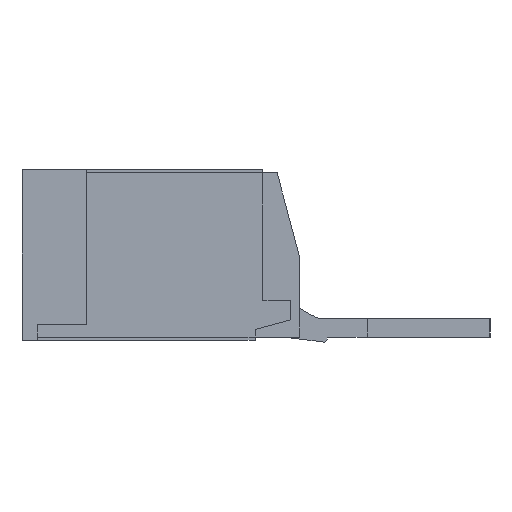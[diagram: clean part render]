
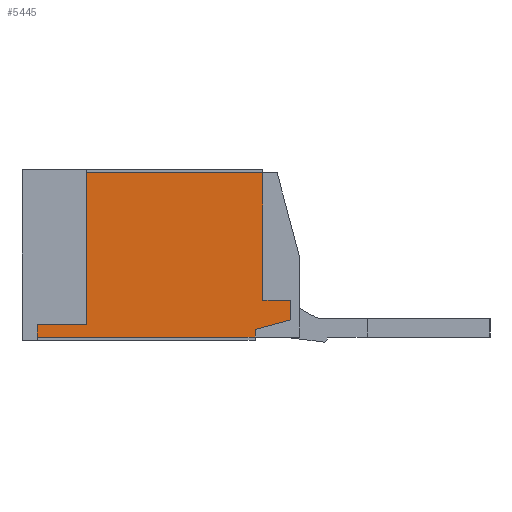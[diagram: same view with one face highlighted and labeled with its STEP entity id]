
A CAD part, left-side view. The second image highlights one B-rep face of the part: STEP entity #5445.
In plain terms, the highlighted planar face has unit normal (-1, 0, 0).
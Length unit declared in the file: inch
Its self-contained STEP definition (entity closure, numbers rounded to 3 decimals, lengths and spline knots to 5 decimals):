
#44 = ORIENTED_EDGE ( 'NONE', *, *, #2041, .T. ) ;
#127 = VERTEX_POINT ( 'NONE', #3566 ) ;
#424 = DIRECTION ( 'NONE',  ( 0., 1., 0. ) ) ;
#541 = CARTESIAN_POINT ( 'NONE',  ( 0., 0.7126, 0. ) ) ;
#558 = VECTOR ( 'NONE', #7035, 39.37008 ) ;
#686 = EDGE_CURVE ( 'NONE', #5740, #7280, #5692, .T. ) ;
#812 = VECTOR ( 'NONE', #5688, 39.37008 ) ;
#828 = ORIENTED_EDGE ( 'NONE', *, *, #1385, .T. ) ;
#945 = LINE ( 'NONE', #5415, #1281 ) ;
#1032 = VECTOR ( 'NONE', #6288, 39.37008 ) ;
#1176 = LINE ( 'NONE', #3471, #558 ) ;
#1281 = VECTOR ( 'NONE', #6657, 39.37008 ) ;
#1327 = VECTOR ( 'NONE', #5848, 39.37008 ) ;
#1385 = EDGE_CURVE ( 'NONE', #2474, #5471, #3717, .T. ) ;
#1487 = DIRECTION ( 'NONE',  ( 0., 0., -1. ) ) ;
#1498 = CARTESIAN_POINT ( 'NONE',  ( 0., 0.11472, 0.01969 ) ) ;
#1518 = CARTESIAN_POINT ( 'NONE',  ( 0., 0.54724, 0.42913 ) ) ;
#1825 = VECTOR ( 'NONE', #424, 39.37008 ) ;
#1924 = CARTESIAN_POINT ( 'NONE',  ( 0., 0.02362, 0.09449 ) ) ;
#1968 = ORIENTED_EDGE ( 'NONE', *, *, #6829, .T. ) ;
#1987 = ORIENTED_EDGE ( 'NONE', *, *, #6497, .T. ) ;
#2041 = EDGE_CURVE ( 'NONE', #3894, #6205, #4229, .T. ) ;
#2142 = CARTESIAN_POINT ( 'NONE',  ( 0., 0.02362, 0.04409 ) ) ;
#2273 = CARTESIAN_POINT ( 'NONE',  ( 0., 0.54724, 0.42126 ) ) ;
#2281 = CARTESIAN_POINT ( 'NONE',  ( 0., 0.7126, 0.09449 ) ) ;
#2474 = VERTEX_POINT ( 'NONE', #6530 ) ;
#2896 = EDGE_CURVE ( 'NONE', #6205, #5740, #6064, .T. ) ;
#2972 = ORIENTED_EDGE ( 'NONE', *, *, #686, .T. ) ;
#2985 = EDGE_CURVE ( 'NONE', #127, #6087, #5797, .T. ) ;
#3104 = ORIENTED_EDGE ( 'NONE', *, *, #2985, .T. ) ;
#3108 = AXIS2_PLACEMENT_3D ( 'NONE', #3890, #6843, #5584 ) ;
#3211 = EDGE_LOOP ( 'NONE', ( #3235, #1968, #828, #4673, #3104, #1987, #5040, #44, #4771, #2972 ) ) ;
#3235 = ORIENTED_EDGE ( 'NONE', *, *, #6356, .T. ) ;
#3305 = EDGE_CURVE ( 'NONE', #7143, #3894, #3982, .T. ) ;
#3471 = CARTESIAN_POINT ( 'NONE',  ( 0., 0.09449, 0.42913 ) ) ;
#3496 = EDGE_CURVE ( 'NONE', #5471, #127, #6015, .T. ) ;
#3566 = CARTESIAN_POINT ( 'NONE',  ( 0., 0.54724, 0.0315 ) ) ;
#3663 = CARTESIAN_POINT ( 'NONE',  ( 0., 0.09449, 0.09449 ) ) ;
#3717 = LINE ( 'NONE', #6058, #1825 ) ;
#3890 = CARTESIAN_POINT ( 'NONE',  ( 0., 0.7126, 0.42913 ) ) ;
#3894 = VERTEX_POINT ( 'NONE', #5179 ) ;
#3982 = LINE ( 'NONE', #541, #1032 ) ;
#4229 = LINE ( 'NONE', #6426, #1327 ) ;
#4314 = VECTOR ( 'NONE', #5535, 39.37008 ) ;
#4584 = DIRECTION ( 'NONE',  ( 0., 1., 0. ) ) ;
#4673 = ORIENTED_EDGE ( 'NONE', *, *, #3496, .T. ) ;
#4771 = ORIENTED_EDGE ( 'NONE', *, *, #2896, .T. ) ;
#5040 = ORIENTED_EDGE ( 'NONE', *, *, #3305, .T. ) ;
#5090 = CARTESIAN_POINT ( 'NONE',  ( 0., 0.02362, 0.09449 ) ) ;
#5179 = CARTESIAN_POINT ( 'NONE',  ( 0., 0.11472, 0. ) ) ;
#5356 = VERTEX_POINT ( 'NONE', #3663 ) ;
#5415 = CARTESIAN_POINT ( 'NONE',  ( 0., 0.67323, -0.00787 ) ) ;
#5445 = ADVANCED_FACE ( 'NONE', ( #6766 ), #7444, .T. ) ;
#5462 = CARTESIAN_POINT ( 'NONE',  ( 0., 0.11472, 0.01969 ) ) ;
#5471 = VERTEX_POINT ( 'NONE', #2273 ) ;
#5535 = DIRECTION ( 'NONE',  ( 0., -0.966, 0.259 ) ) ;
#5584 = DIRECTION ( 'NONE',  ( 0., 0., 1. ) ) ;
#5654 = CARTESIAN_POINT ( 'NONE',  ( 0., 0.67323, 0. ) ) ;
#5688 = DIRECTION ( 'NONE',  ( 0., 1., 0. ) ) ;
#5692 = LINE ( 'NONE', #5090, #6998 ) ;
#5740 = VERTEX_POINT ( 'NONE', #2142 ) ;
#5797 = LINE ( 'NONE', #6407, #812 ) ;
#5848 = DIRECTION ( 'NONE',  ( 0., 0., 1. ) ) ;
#6015 = LINE ( 'NONE', #1518, #6228 ) ;
#6058 = CARTESIAN_POINT ( 'NONE',  ( 0., 0.7126, 0.42126 ) ) ;
#6064 = LINE ( 'NONE', #1498, #4314 ) ;
#6087 = VERTEX_POINT ( 'NONE', #7235 ) ;
#6205 = VERTEX_POINT ( 'NONE', #5462 ) ;
#6216 = VECTOR ( 'NONE', #4584, 39.37008 ) ;
#6228 = VECTOR ( 'NONE', #1487, 39.37008 ) ;
#6288 = DIRECTION ( 'NONE',  ( 0., -1., 0. ) ) ;
#6356 = EDGE_CURVE ( 'NONE', #7280, #5356, #7454, .T. ) ;
#6407 = CARTESIAN_POINT ( 'NONE',  ( 0., 0.54724, 0.0315 ) ) ;
#6426 = CARTESIAN_POINT ( 'NONE',  ( 0., 0.11472, 0.01969 ) ) ;
#6497 = EDGE_CURVE ( 'NONE', #6087, #7143, #945, .T. ) ;
#6530 = CARTESIAN_POINT ( 'NONE',  ( 0., 0.09449, 0.42126 ) ) ;
#6657 = DIRECTION ( 'NONE',  ( 0., 0., -1. ) ) ;
#6766 = FACE_OUTER_BOUND ( 'NONE', #3211, .T. ) ;
#6829 = EDGE_CURVE ( 'NONE', #5356, #2474, #1176, .T. ) ;
#6843 = DIRECTION ( 'NONE',  ( -1., 0., 0. ) ) ;
#6998 = VECTOR ( 'NONE', #7395, 39.37008 ) ;
#7035 = DIRECTION ( 'NONE',  ( 0., 0., 1. ) ) ;
#7143 = VERTEX_POINT ( 'NONE', #5654 ) ;
#7235 = CARTESIAN_POINT ( 'NONE',  ( 0., 0.67323, 0.0315 ) ) ;
#7280 = VERTEX_POINT ( 'NONE', #1924 ) ;
#7395 = DIRECTION ( 'NONE',  ( 0., 0., 1. ) ) ;
#7444 = PLANE ( 'NONE',  #3108 ) ;
#7454 = LINE ( 'NONE', #2281, #6216 ) ;
